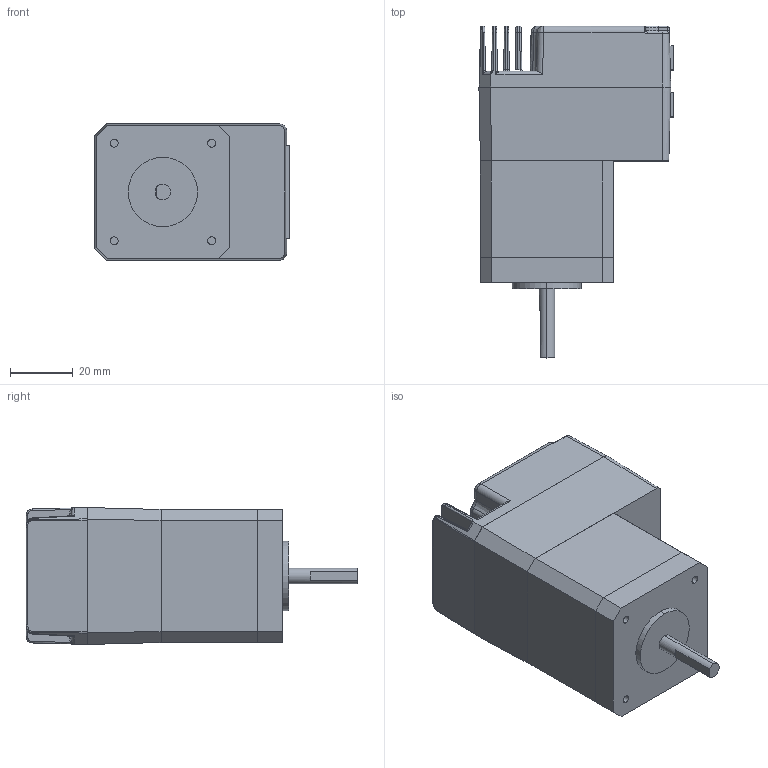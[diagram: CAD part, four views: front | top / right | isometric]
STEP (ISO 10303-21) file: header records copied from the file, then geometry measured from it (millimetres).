
FILE_DESCRIPTION (( 'STEP AP203' ), '1' );
FILE_NAME ('SSM17-3.STEP', '2014-01-15T05:42:32', ( 'Sky123.Org' ), ( 'Sky123.Org' ), 'SwSTEP 2.0', 'SolidWorks 2011', '' );
FILE_SCHEMA (( 'CONFIG_CONTROL_DESIGN' ));
Length unit declared in the file: millimetre
Products named in the file (1): SSM17-3
Bounding box: 61.71 x 105.5 x 43.53 mm (x, y, z)
Surface area: 33010.9 mm2 (no closed solid volume)
Topology: 0 solids, 54 shells, 635 faces, 2120 edges, 1509 vertices
Faces by surface type: plane 404, cylinder 156, bspline 68, cone 7
Entity records: 25667 total; most frequent: CARTESIAN_POINT 7964, DIRECTION 3426, ORIENTED_EDGE 3331, EDGE_CURVE 2116, VECTOR 1562, LINE 1562, VERTEX_POINT 1509, AXIS2_PLACEMENT_3D 932
